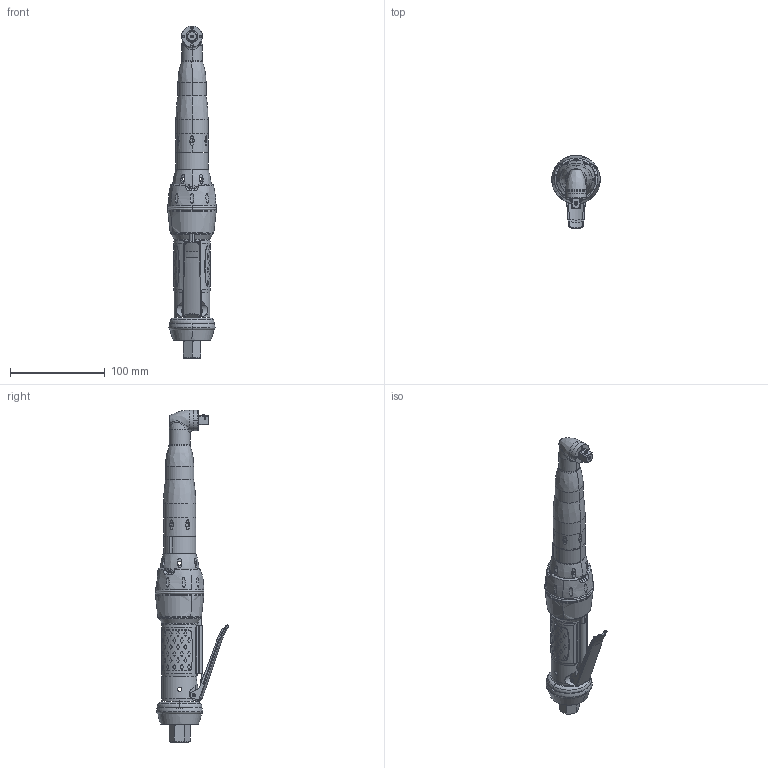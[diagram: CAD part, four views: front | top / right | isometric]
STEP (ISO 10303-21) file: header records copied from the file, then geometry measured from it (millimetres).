
FILE_DESCRIPTION((''),'2;1');
FILE_NAME('TMP93732_SW','2011-05-30T',('tooextcsr'),(''),'PRO/ENGINEER BY PARAMETRIC TECHNOLOGY CORPORATION, 2008310','PRO/ENGINEER BY PARAMETRIC TECHNOLOGY CORPORATION, 2008310','');
FILE_SCHEMA(('CONFIG_CONTROL_DESIGN', 'GEOMETRIC_VALIDATION_PROPERTIES_MIM'));
Length unit declared in the file: millimetre
Products named in the file (1): TMP93732_SW
Bounding box: 51.4 x 77.52 x 351 mm (x, y, z)
Surface area: 59521.5 mm2 (no closed solid volume)
Topology: 0 solids, 84 shells, 380 faces, 2104 edges, 1773 vertices
Faces by surface type: cylinder 144, bspline 85, torus 59, plane 49, cone 38, extrusion 4, sphere 1
Entity records: 38434 total; most frequent: CARTESIAN_POINT 21989, ORIENTED_EDGE 2667, EDGE_CURVE 2103, VERTEX_POINT 1773, DIRECTION 1718, B_SPLINE_CURVE_WITH_KNOTS 1426, AXIS2_PLACEMENT_3D 742, EDGE_LOOP 499
